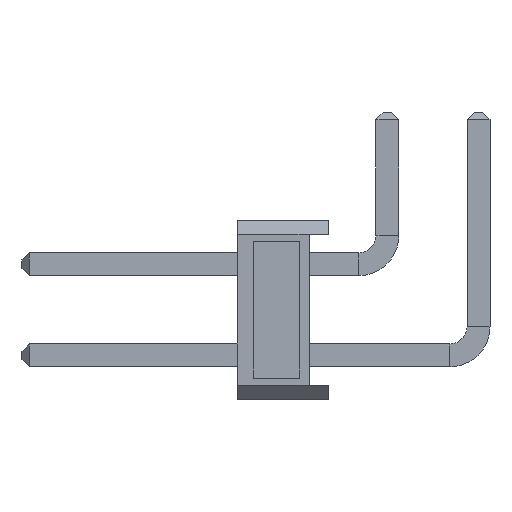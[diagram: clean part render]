
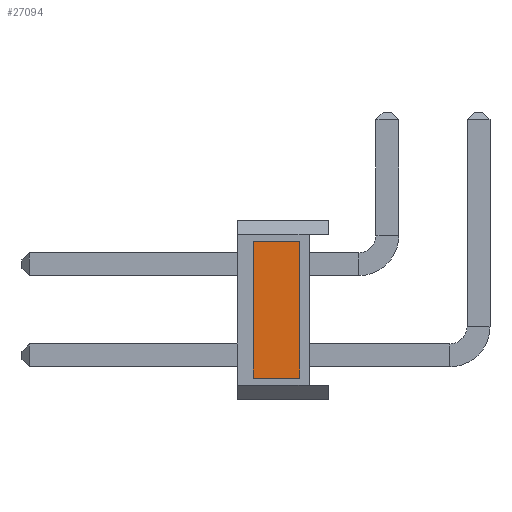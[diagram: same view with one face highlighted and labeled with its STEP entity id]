
A CAD part, left-side view. The second image highlights one B-rep face of the part: STEP entity #27094.
In plain terms, the highlighted planar face has unit normal (-1, 0, 0).
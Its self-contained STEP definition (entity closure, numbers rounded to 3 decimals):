
#910 = CARTESIAN_POINT ( 'NONE',  ( -1.27, 0.8, 0. ) ) ;
#2655 = AXIS2_PLACEMENT_3D ( 'NONE', #14760, #17939, #12062 ) ;
#3372 = EDGE_CURVE ( 'NONE', #37060, #32302, #17208, .T. ) ;
#3494 = LINE ( 'NONE', #4177, #33671 ) ;
#3838 = DIRECTION ( 'NONE',  ( 0., 0., 1. ) ) ;
#4177 = CARTESIAN_POINT ( 'NONE',  ( -1.27, 2.1, -1.9 ) ) ;
#5304 = VERTEX_POINT ( 'NONE', #35273 ) ;
#7488 = ORIENTED_EDGE ( 'NONE', *, *, #36327, .T. ) ;
#12062 = DIRECTION ( 'NONE',  ( 0., 0., -1. ) ) ;
#12794 = VECTOR ( 'NONE', #22139, 1000. ) ;
#14760 = CARTESIAN_POINT ( 'NONE',  ( -1.27, 2.1, 0. ) ) ;
#17208 = LINE ( 'NONE', #35535, #32773 ) ;
#17939 = DIRECTION ( 'NONE',  ( 1., 0., 0. ) ) ;
#17982 = DIRECTION ( 'NONE',  ( 0., -1., 0. ) ) ;
#19193 = FACE_OUTER_BOUND ( 'NONE', #31931, .T. ) ;
#19544 = ORIENTED_EDGE ( 'NONE', *, *, #35288, .T. ) ;
#20427 = ORIENTED_EDGE ( 'NONE', *, *, #35927, .F. ) ;
#22139 = DIRECTION ( 'NONE',  ( 0., 0., 1. ) ) ;
#23433 = VERTEX_POINT ( 'NONE', #30795 ) ;
#25513 = VECTOR ( 'NONE', #3838, 1000. ) ;
#26034 = LINE ( 'NONE', #30683, #12794 ) ;
#27094 = ADVANCED_FACE ( 'NONE', ( #19193 ), #29836, .F. ) ;
#29836 = PLANE ( 'NONE',  #2655 ) ;
#30470 = CARTESIAN_POINT ( 'NONE',  ( -1.27, 2.1, 1.9 ) ) ;
#30683 = CARTESIAN_POINT ( 'NONE',  ( -1.27, 2.1, 0. ) ) ;
#30795 = CARTESIAN_POINT ( 'NONE',  ( -1.27, 0.8, -1.9 ) ) ;
#30846 = DIRECTION ( 'NONE',  ( 0., -1., 0. ) ) ;
#31931 = EDGE_LOOP ( 'NONE', ( #7488, #32297, #20427, #19544 ) ) ;
#32297 = ORIENTED_EDGE ( 'NONE', *, *, #3372, .F. ) ;
#32302 = VERTEX_POINT ( 'NONE', #35283 ) ;
#32366 = LINE ( 'NONE', #910, #25513 ) ;
#32773 = VECTOR ( 'NONE', #17982, 1000. ) ;
#33671 = VECTOR ( 'NONE', #30846, 1000. ) ;
#35273 = CARTESIAN_POINT ( 'NONE',  ( -1.27, 2.1, -1.9 ) ) ;
#35283 = CARTESIAN_POINT ( 'NONE',  ( -1.27, 0.8, 1.9 ) ) ;
#35288 = EDGE_CURVE ( 'NONE', #5304, #23433, #3494, .T. ) ;
#35535 = CARTESIAN_POINT ( 'NONE',  ( -1.27, 2.1, 1.9 ) ) ;
#35927 = EDGE_CURVE ( 'NONE', #5304, #37060, #26034, .T. ) ;
#36327 = EDGE_CURVE ( 'NONE', #23433, #32302, #32366, .T. ) ;
#37060 = VERTEX_POINT ( 'NONE', #30470 ) ;
